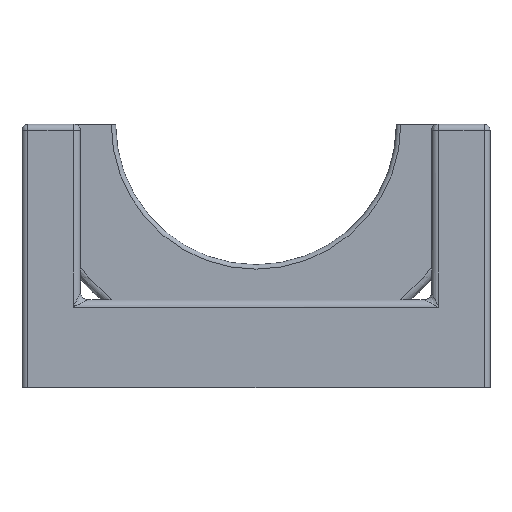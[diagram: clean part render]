
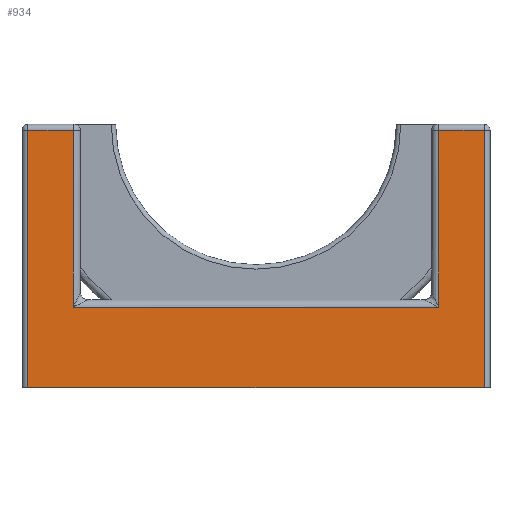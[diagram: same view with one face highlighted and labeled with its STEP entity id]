
A CAD part, left-side view. The second image highlights one B-rep face of the part: STEP entity #934.
In plain terms, the highlighted planar face has unit normal (-1, 0, 0).
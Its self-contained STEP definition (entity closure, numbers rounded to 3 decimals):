
#40=PLANE('',#1041);
#81=LINE('',#1692,#147);
#84=LINE('',#1700,#150);
#89=LINE('',#1779,#155);
#90=LINE('',#1790,#156);
#92=LINE('',#1803,#158);
#97=LINE('',#1847,#163);
#98=LINE('',#1849,#164);
#99=LINE('',#1850,#165);
#147=VECTOR('',#1188,10.);
#150=VECTOR('',#1197,10.);
#155=VECTOR('',#1220,10.);
#156=VECTOR('',#1233,10.);
#158=VECTOR('',#1239,10.);
#163=VECTOR('',#1266,10.);
#164=VECTOR('',#1267,10.);
#165=VECTOR('',#1268,10.);
#238=FACE_OUTER_BOUND('',#294,.T.);
#294=EDGE_LOOP('',(#777,#778,#779,#780,#781,#782,#783,#784));
#437=VERTEX_POINT('',#1645);
#441=VERTEX_POINT('',#1691);
#443=VERTEX_POINT('',#1698);
#448=VERTEX_POINT('',#1777);
#450=VERTEX_POINT('',#1783);
#452=VERTEX_POINT('',#1788);
#459=VERTEX_POINT('',#1846);
#460=VERTEX_POINT('',#1848);
#542=EDGE_CURVE('',#437,#441,#81,.T.);
#547=EDGE_CURVE('',#443,#437,#84,.T.);
#558=EDGE_CURVE('',#448,#443,#89,.T.);
#563=EDGE_CURVE('',#452,#450,#90,.T.);
#566=EDGE_CURVE('',#450,#448,#92,.T.);
#578=EDGE_CURVE('',#452,#459,#97,.T.);
#579=EDGE_CURVE('',#460,#459,#98,.T.);
#580=EDGE_CURVE('',#441,#460,#99,.T.);
#777=ORIENTED_EDGE('',*,*,#566,.F.);
#778=ORIENTED_EDGE('',*,*,#563,.F.);
#779=ORIENTED_EDGE('',*,*,#578,.T.);
#780=ORIENTED_EDGE('',*,*,#579,.F.);
#781=ORIENTED_EDGE('',*,*,#580,.F.);
#782=ORIENTED_EDGE('',*,*,#542,.F.);
#783=ORIENTED_EDGE('',*,*,#547,.F.);
#784=ORIENTED_EDGE('',*,*,#558,.F.);
#934=ADVANCED_FACE('',(#238),#40,.F.);
#1041=AXIS2_PLACEMENT_3D('',#1845,#1264,#1265);
#1188=DIRECTION('',(0.,0.,1.));
#1197=DIRECTION('',(0.,-1.,0.));
#1220=DIRECTION('',(0.,0.,-1.));
#1233=DIRECTION('',(0.,0.,1.));
#1239=DIRECTION('',(0.,-1.,0.));
#1264=DIRECTION('center_axis',(1.,0.,0.));
#1265=DIRECTION('ref_axis',(0.,0.,1.));
#1266=DIRECTION('',(0.,-1.,0.));
#1267=DIRECTION('',(0.,0.,-1.));
#1268=DIRECTION('',(0.,-1.,0.));
#1645=CARTESIAN_POINT('',(-48.,-62.5,27.5));
#1691=CARTESIAN_POINT('',(-48.,-62.5,88.));
#1692=CARTESIAN_POINT('',(-48.,-62.5,37.5));
#1698=CARTESIAN_POINT('',(-48.,62.5,27.5));
#1700=CARTESIAN_POINT('',(-48.,30.,27.5));
#1777=CARTESIAN_POINT('',(-48.,62.5,88.));
#1779=CARTESIAN_POINT('',(-48.,62.5,67.5));
#1783=CARTESIAN_POINT('',(-48.,78.,88.));
#1788=CARTESIAN_POINT('',(-48.,78.,0.));
#1790=CARTESIAN_POINT('',(-48.,78.,22.5));
#1803=CARTESIAN_POINT('',(-48.,0.,88.));
#1845=CARTESIAN_POINT('Origin',(-48.,0.,45.));
#1846=CARTESIAN_POINT('',(-48.,-78.,0.));
#1847=CARTESIAN_POINT('',(-48.,80.,0.));
#1848=CARTESIAN_POINT('',(-48.,-78.,88.));
#1849=CARTESIAN_POINT('',(-48.,-78.,67.5));
#1850=CARTESIAN_POINT('',(-48.,0.,88.));
